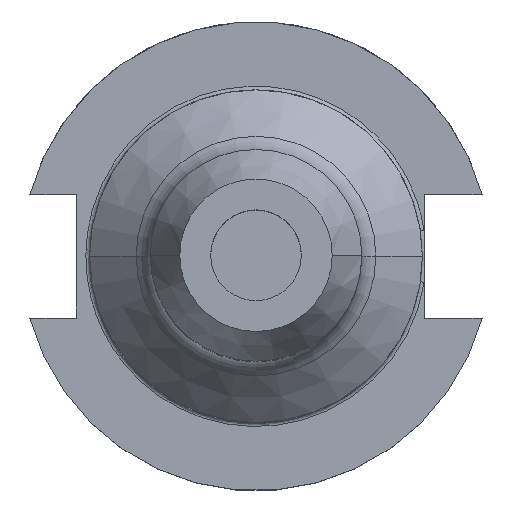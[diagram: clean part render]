
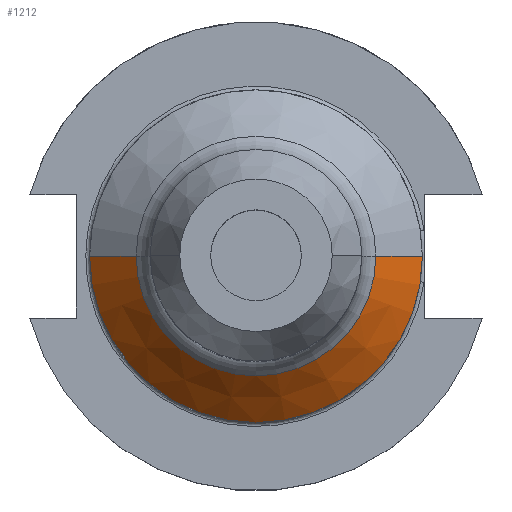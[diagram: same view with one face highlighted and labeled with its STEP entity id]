
A CAD part, top view. The second image highlights one B-rep face of the part: STEP entity #1212.
In plain terms, the highlighted conical face has half-angle 45 degrees and reference radius 25.154 mm.
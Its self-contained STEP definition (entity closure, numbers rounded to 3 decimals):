
#44 = AXIS2_PLACEMENT_3D ( 'NONE', #843, #2140, #1027 ) ;
#149 = EDGE_CURVE ( 'NONE', #1274, #1142, #2238, .T. ) ;
#172 = VERTEX_POINT ( 'NONE', #1919 ) ;
#427 = CARTESIAN_POINT ( 'NONE',  ( -25.154, 0., 44.771 ) ) ;
#488 = ORIENTED_EDGE ( 'NONE', *, *, #1930, .T. ) ;
#556 = DIRECTION ( 'NONE',  ( 0.707, 0., -0.707 ) ) ;
#608 = AXIS2_PLACEMENT_3D ( 'NONE', #1959, #855, #2150 ) ;
#643 = EDGE_CURVE ( 'NONE', #1704, #1142, #1370, .T. ) ;
#715 = CARTESIAN_POINT ( 'NONE',  ( -25.154, 0., 44.771 ) ) ;
#736 = CIRCLE ( 'NONE', #608, 25.154 ) ;
#843 = CARTESIAN_POINT ( 'NONE',  ( 0., 0., 35. ) ) ;
#855 = DIRECTION ( 'NONE',  ( 0., 0., -1. ) ) ;
#944 = VECTOR ( 'NONE', #1437, 1000. ) ;
#950 = AXIS2_PLACEMENT_3D ( 'NONE', #2200, #1999, #1627 ) ;
#1019 = ORIENTED_EDGE ( 'NONE', *, *, #1309, .F. ) ;
#1025 = CONICAL_SURFACE ( 'NONE', #950, 25.154, 0.785 ) ;
#1027 = DIRECTION ( 'NONE',  ( -1., 0., 0. ) ) ;
#1099 = CARTESIAN_POINT ( 'NONE',  ( 25.154, 0., 44.771 ) ) ;
#1133 = FACE_OUTER_BOUND ( 'NONE', #1689, .T. ) ;
#1142 = VERTEX_POINT ( 'NONE', #1591 ) ;
#1212 = ADVANCED_FACE ( 'NONE', ( #1133 ), #1025, .T. ) ;
#1269 = ORIENTED_EDGE ( 'NONE', *, *, #643, .T. ) ;
#1274 = VERTEX_POINT ( 'NONE', #1456 ) ;
#1309 = EDGE_CURVE ( 'NONE', #172, #1274, #2060, .T. ) ;
#1370 = LINE ( 'NONE', #715, #944 ) ;
#1437 = DIRECTION ( 'NONE',  ( -0.707, 0., -0.707 ) ) ;
#1456 = CARTESIAN_POINT ( 'NONE',  ( 34.925, 0., 35. ) ) ;
#1574 = VECTOR ( 'NONE', #556, 1000. ) ;
#1591 = CARTESIAN_POINT ( 'NONE',  ( -34.925, 0., 35. ) ) ;
#1627 = DIRECTION ( 'NONE',  ( -1., 0., 0. ) ) ;
#1689 = EDGE_LOOP ( 'NONE', ( #1019, #488, #1269, #1836 ) ) ;
#1704 = VERTEX_POINT ( 'NONE', #427 ) ;
#1836 = ORIENTED_EDGE ( 'NONE', *, *, #149, .F. ) ;
#1919 = CARTESIAN_POINT ( 'NONE',  ( 25.154, 0., 44.771 ) ) ;
#1930 = EDGE_CURVE ( 'NONE', #172, #1704, #736, .T. ) ;
#1959 = CARTESIAN_POINT ( 'NONE',  ( 0., 0., 44.771 ) ) ;
#1999 = DIRECTION ( 'NONE',  ( 0., 0., -1. ) ) ;
#2060 = LINE ( 'NONE', #1099, #1574 ) ;
#2140 = DIRECTION ( 'NONE',  ( 0., 0., -1. ) ) ;
#2150 = DIRECTION ( 'NONE',  ( 0., 1., 0. ) ) ;
#2200 = CARTESIAN_POINT ( 'NONE',  ( 0., 0., 44.771 ) ) ;
#2238 = CIRCLE ( 'NONE', #44, 34.925 ) ;
